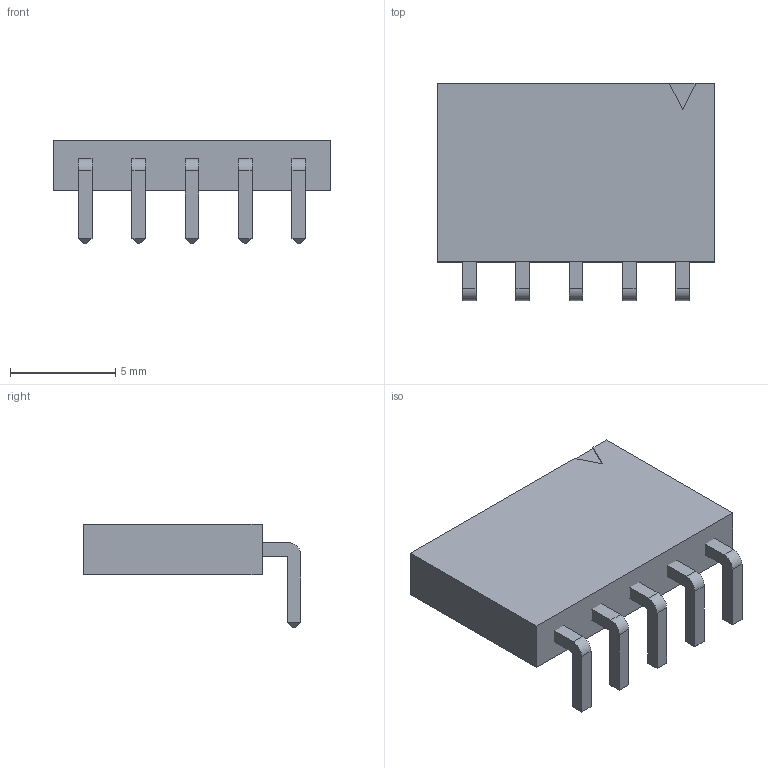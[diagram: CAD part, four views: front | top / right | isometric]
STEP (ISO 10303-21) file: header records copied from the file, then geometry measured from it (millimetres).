
FILE_DESCRIPTION(('FreeCAD Model'),'2;1');
FILE_NAME('593366.2.1.stp','2020-04-09T01:53:13',( 'Author'),(''),'Open CASCADE STEP processor 6.9','FreeCAD','Unknown' );
FILE_SCHEMA(('AUTOMOTIVE_DESIGN { 1 0 10303 214 1 1 1 1 }'));
Length unit declared in the file: millimetre
Products named in the file (3): ASSEMBLY; LeadsArray; Body
Assembly tree (2 placements, depth 2):
  ASSEMBLY
    LeadsArray
    Body
Bounding box: 13.21 x 10.35 x 4.95 mm (x, y, z)
Volume: 269.8 mm3; surface area: 504.5 mm2
Topology: 6 solids, 6 shells, 124 faces, 281 edges, 174 vertices
Faces by surface type: plane 114, cylinder 10
Entity records: 7142 total; most frequent: CARTESIAN_POINT 1204, DIRECTION 1107, LINE 803, VECTOR 803, ORIENTED_EDGE 562, PCURVE 562, DEFINITIONAL_REPRESENTATION 562, EDGE_CURVE 281
